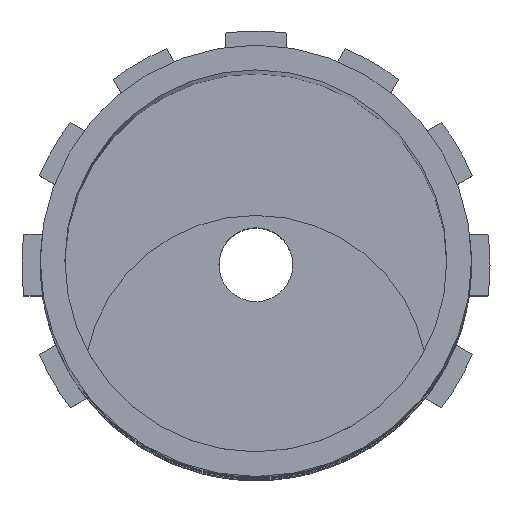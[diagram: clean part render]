
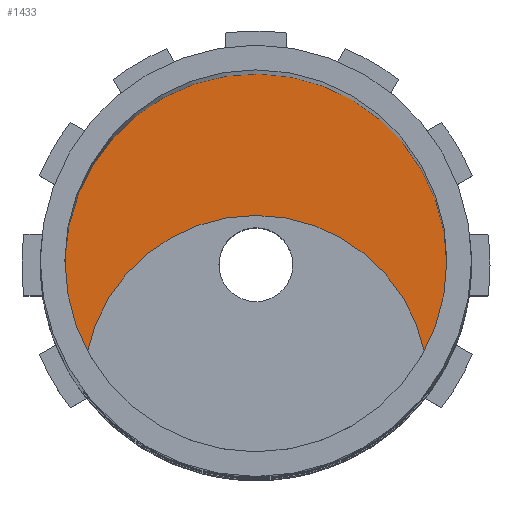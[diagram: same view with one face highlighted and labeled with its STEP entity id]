
A CAD part, top view. The second image highlights one B-rep face of the part: STEP entity #1433.
In plain terms, the highlighted planar face has unit normal (0, 0, 1).
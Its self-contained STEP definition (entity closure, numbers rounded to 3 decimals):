
#1383 = EDGE_CURVE('',#1384,#1386,#1388,.T.);
#1384 = VERTEX_POINT('',#1385);
#1385 = CARTESIAN_POINT('',(13.72,-7.213,20.));
#1386 = VERTEX_POINT('',#1387);
#1387 = CARTESIAN_POINT('',(-13.72,-7.213,20.));
#1388 = CIRCLE('',#1389,14.);
#1389 = AXIS2_PLACEMENT_3D('',#1390,#1391,#1392);
#1390 = CARTESIAN_POINT('',(0.,-10.,20.));
#1391 = DIRECTION('',(0.,0.,1.));
#1392 = DIRECTION('',(1.,0.,0.));
#1433 = ADVANCED_FACE('',(#1434),#1453,.T.);
#1434 = FACE_BOUND('',#1435,.T.);
#1435 = EDGE_LOOP('',(#1436,#1445,#1452));
#1436 = ORIENTED_EDGE('',*,*,#1437,.T.);
#1437 = EDGE_CURVE('',#1384,#1438,#1440,.T.);
#1438 = VERTEX_POINT('',#1439);
#1439 = CARTESIAN_POINT('',(15.5,0.,20.));
#1440 = CIRCLE('',#1441,15.5);
#1441 = AXIS2_PLACEMENT_3D('',#1442,#1443,#1444);
#1442 = CARTESIAN_POINT('',(0.,0.,20.));
#1443 = DIRECTION('',(0.,0.,1.));
#1444 = DIRECTION('',(1.,0.,0.));
#1445 = ORIENTED_EDGE('',*,*,#1446,.T.);
#1446 = EDGE_CURVE('',#1438,#1386,#1447,.T.);
#1447 = CIRCLE('',#1448,15.5);
#1448 = AXIS2_PLACEMENT_3D('',#1449,#1450,#1451);
#1449 = CARTESIAN_POINT('',(0.,0.,20.));
#1450 = DIRECTION('',(0.,0.,1.));
#1451 = DIRECTION('',(1.,0.,0.));
#1452 = ORIENTED_EDGE('',*,*,#1383,.F.);
#1453 = PLANE('',#1454);
#1454 = AXIS2_PLACEMENT_3D('',#1455,#1456,#1457);
#1455 = CARTESIAN_POINT('',(0.,0.,20.));
#1456 = DIRECTION('',(0.,0.,1.));
#1457 = DIRECTION('',(1.,0.,0.));
